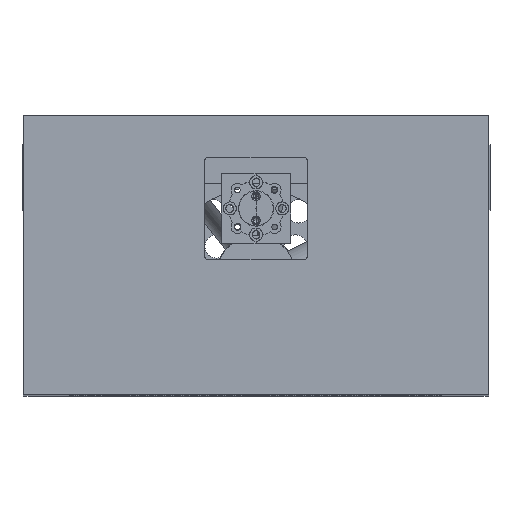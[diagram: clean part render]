
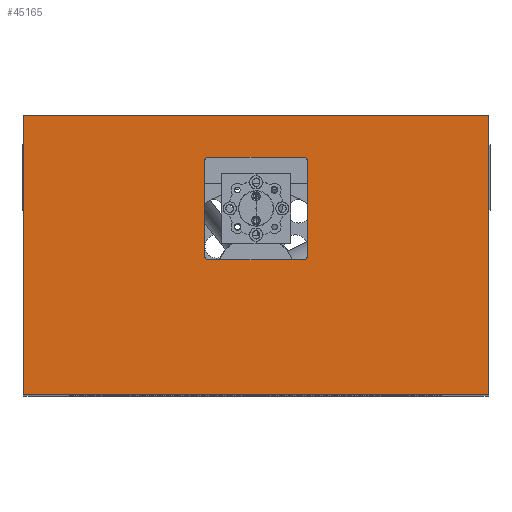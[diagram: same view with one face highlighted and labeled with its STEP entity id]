
A CAD part, top view. The second image highlights one B-rep face of the part: STEP entity #45165.
In plain terms, the highlighted planar face has unit normal (0, 0, 1).
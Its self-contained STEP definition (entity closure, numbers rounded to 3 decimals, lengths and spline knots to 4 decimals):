
#835=FACE_BOUND('',#6107,.T.);
#1451=PLANE('',#47853);
#3421=FACE_OUTER_BOUND('',#6106,.T.);
#6106=EDGE_LOOP('',(#33027,#33028,#33029,#33030));
#6107=EDGE_LOOP('',(#33031,#33032,#33033,#33034,#33035,#33036,#33037,#33038));
#8525=CIRCLE('',#47854,0.031);
#8526=CIRCLE('',#47855,0.031);
#8527=CIRCLE('',#47856,0.031);
#8528=CIRCLE('',#47857,0.031);
#11445=LINE('',#72577,#15404);
#11448=LINE('',#72589,#15407);
#11451=LINE('',#72603,#15410);
#11453=LINE('',#72612,#15412);
#11455=LINE('',#72617,#15414);
#11456=LINE('',#72621,#15415);
#11457=LINE('',#72625,#15416);
#11458=LINE('',#72629,#15417);
#15404=VECTOR('',#52870,0.3937);
#15407=VECTOR('',#52881,0.3937);
#15410=VECTOR('',#52894,0.3937);
#15412=VECTOR('',#52904,0.3937);
#15414=VECTOR('',#52908,0.3937);
#15415=VECTOR('',#52911,0.3937);
#15416=VECTOR('',#52914,0.3937);
#15417=VECTOR('',#52917,0.3937);
#19715=VERTEX_POINT('',#72571);
#19717=VERTEX_POINT('',#72575);
#19722=VERTEX_POINT('',#72587);
#19728=VERTEX_POINT('',#72601);
#19732=VERTEX_POINT('',#72615);
#19733=VERTEX_POINT('',#72616);
#19734=VERTEX_POINT('',#72618);
#19735=VERTEX_POINT('',#72620);
#19736=VERTEX_POINT('',#72622);
#19737=VERTEX_POINT('',#72624);
#19738=VERTEX_POINT('',#72626);
#19739=VERTEX_POINT('',#72628);
#24608=EDGE_CURVE('',#19717,#19715,#11445,.T.);
#24614=EDGE_CURVE('',#19722,#19717,#11448,.T.);
#24621=EDGE_CURVE('',#19728,#19722,#11451,.T.);
#24626=EDGE_CURVE('',#19715,#19728,#11453,.T.);
#24628=EDGE_CURVE('',#19732,#19733,#11455,.T.);
#24629=EDGE_CURVE('',#19734,#19733,#8525,.T.);
#24630=EDGE_CURVE('',#19734,#19735,#11456,.T.);
#24631=EDGE_CURVE('',#19736,#19735,#8526,.T.);
#24632=EDGE_CURVE('',#19736,#19737,#11457,.T.);
#24633=EDGE_CURVE('',#19738,#19737,#8527,.T.);
#24634=EDGE_CURVE('',#19738,#19739,#11458,.T.);
#24635=EDGE_CURVE('',#19732,#19739,#8528,.T.);
#33027=ORIENTED_EDGE('',*,*,#24626,.F.);
#33028=ORIENTED_EDGE('',*,*,#24608,.F.);
#33029=ORIENTED_EDGE('',*,*,#24614,.F.);
#33030=ORIENTED_EDGE('',*,*,#24621,.F.);
#33031=ORIENTED_EDGE('',*,*,#24628,.T.);
#33032=ORIENTED_EDGE('',*,*,#24629,.F.);
#33033=ORIENTED_EDGE('',*,*,#24630,.T.);
#33034=ORIENTED_EDGE('',*,*,#24631,.F.);
#33035=ORIENTED_EDGE('',*,*,#24632,.T.);
#33036=ORIENTED_EDGE('',*,*,#24633,.F.);
#33037=ORIENTED_EDGE('',*,*,#24634,.T.);
#33038=ORIENTED_EDGE('',*,*,#24635,.F.);
#45165=ADVANCED_FACE('',(#3421,#835),#1451,.F.);
#47853=AXIS2_PLACEMENT_3D('',#72614,#52906,#52907);
#47854=AXIS2_PLACEMENT_3D('',#72619,#52909,#52910);
#47855=AXIS2_PLACEMENT_3D('',#72623,#52912,#52913);
#47856=AXIS2_PLACEMENT_3D('',#72627,#52915,#52916);
#47857=AXIS2_PLACEMENT_3D('',#72630,#52918,#52919);
#52870=DIRECTION('',(0.,-1.,0.));
#52881=DIRECTION('',(1.,0.,0.));
#52894=DIRECTION('',(0.,1.,0.));
#52904=DIRECTION('',(-1.,0.,0.));
#52906=DIRECTION('center_axis',(0.,0.,
-1.));
#52907=DIRECTION('ref_axis',(-1.,0.,0.));
#52908=DIRECTION('',(0.,1.,0.));
#52909=DIRECTION('center_axis',(0.,0.,
1.));
#52910=DIRECTION('ref_axis',(-0.707,0.707,0.));
#52911=DIRECTION('',(1.,0.,0.));
#52912=DIRECTION('center_axis',(0.,0.,
1.));
#52913=DIRECTION('ref_axis',(0.707,0.707,0.));
#52914=DIRECTION('',(0.,-1.,0.));
#52915=DIRECTION('center_axis',(0.,0.,
1.));
#52916=DIRECTION('ref_axis',(0.707,-0.707,0.));
#52917=DIRECTION('',(-1.,0.,0.));
#52918=DIRECTION('center_axis',(0.,0.,
1.));
#52919=DIRECTION('ref_axis',(-0.707,-0.707,0.));
#72571=CARTESIAN_POINT('',(2.5,-1.5,0.0625));
#72575=CARTESIAN_POINT('',(2.5,1.5,0.0625));
#72577=CARTESIAN_POINT('',(2.5,-1.5,0.0625));
#72587=CARTESIAN_POINT('',(-2.5,1.5,0.0625));
#72589=CARTESIAN_POINT('',(2.5,1.5,0.0625));
#72601=CARTESIAN_POINT('',(-2.5,-1.5,0.0625));
#72603=CARTESIAN_POINT('',(-2.5,1.5,0.0625));
#72612=CARTESIAN_POINT('',(-2.5,-1.5,0.0625));
#72614=CARTESIAN_POINT('Origin',(0.,0.,
0.0625));
#72615=CARTESIAN_POINT('',(-0.5496,-0.019,0.0625));
#72616=CARTESIAN_POINT('',(-0.5496,1.019,0.0625));
#72617=CARTESIAN_POINT('',(-0.5496,0.525,0.0625));
#72618=CARTESIAN_POINT('',(-0.5186,1.05,0.0625));
#72619=CARTESIAN_POINT('Origin',(-0.5186,1.019,0.0625));
#72620=CARTESIAN_POINT('',(0.5194,1.05,0.0625));
#72621=CARTESIAN_POINT('',(0.2752,1.05,0.0625));
#72622=CARTESIAN_POINT('',(0.5504,1.019,0.0625));
#72623=CARTESIAN_POINT('Origin',(0.5194,1.019,0.0625));
#72624=CARTESIAN_POINT('',(0.5504,-0.019,0.0625));
#72625=CARTESIAN_POINT('',(0.5504,-0.025,0.0625));
#72626=CARTESIAN_POINT('',(0.5194,-0.05,0.0625));
#72627=CARTESIAN_POINT('Origin',(0.5194,-0.019,
0.0625));
#72628=CARTESIAN_POINT('',(-0.5186,-0.05,0.0625));
#72629=CARTESIAN_POINT('',(-0.2748,-0.05,0.0625));
#72630=CARTESIAN_POINT('Origin',(-0.5186,-0.019,
0.0625));
